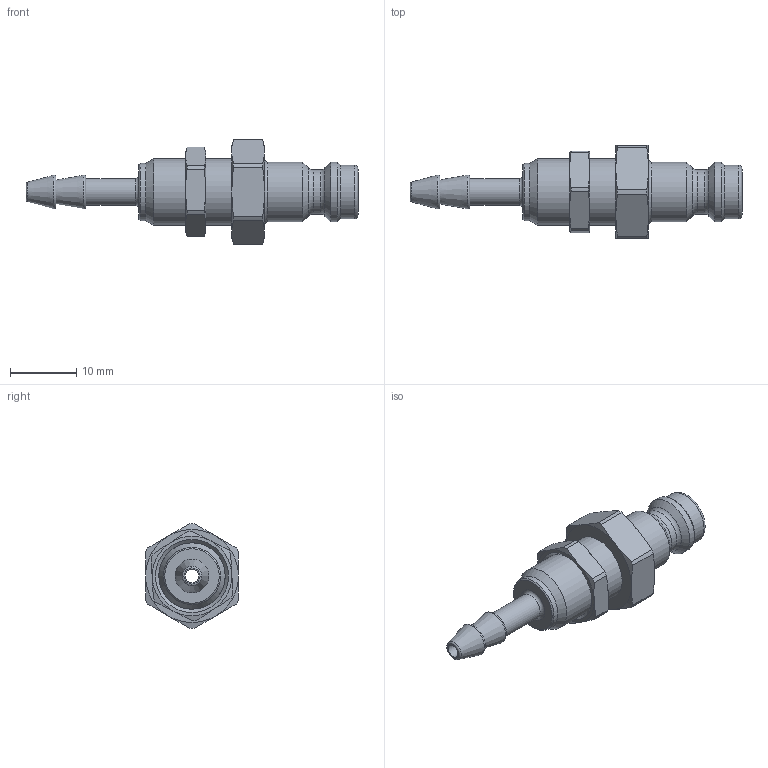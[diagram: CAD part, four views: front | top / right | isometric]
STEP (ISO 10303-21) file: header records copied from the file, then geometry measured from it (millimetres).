
FILE_DESCRIPTION((''),'2;1');
FILE_NAME('21sfts04mxn.stp','2013-08-30T10:01:59',('IA176480'),(''),'Autodesk Inventor 2013','Autodesk Inventor 2013','');
FILE_SCHEMA(('AUTOMOTIVE_DESIGN { 1 0 10303 214 1 1 1 1 }'));
Length unit declared in the file: millimetre
Products named in the file (3): D107708; D107707; D106738
Assembly tree (2 placements, depth 2):
  D107708
    D107707
    D106738
Bounding box: 50 x 14 x 15.8 mm (x, y, z)
Volume: 2412.4 mm3; surface area: 2428.4 mm2
Topology: 2 solids, 2 shells, 85 faces, 183 edges, 107 vertices
Faces by surface type: cone 34, cylinder 22, plane 21, torus 8
Full cylindrical faces by diameter (mm): 2 x1, 4.05 x1, 4.95 x1, 6.65 x1, 8.1 x1, 8.6 x1, 9 x2, 10 x2
Entity records: 2189 total; most frequent: CARTESIAN_POINT 448, DIRECTION 370, ORIENTED_EDGE 310, AXIS2_PLACEMENT_3D 173, EDGE_CURVE 155, EDGE_LOOP 122, VERTEX_POINT 107, FACE_OUTER_BOUND 85
